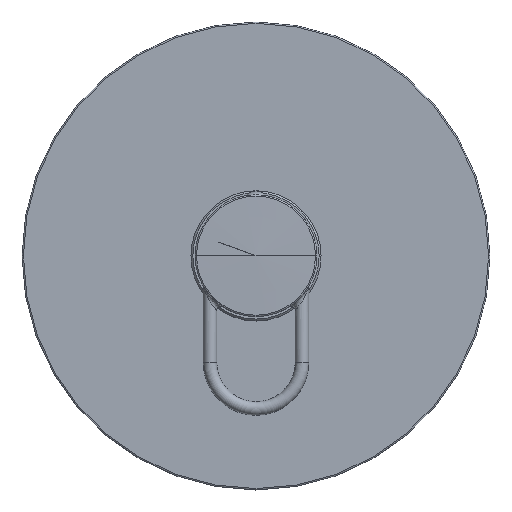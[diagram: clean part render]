
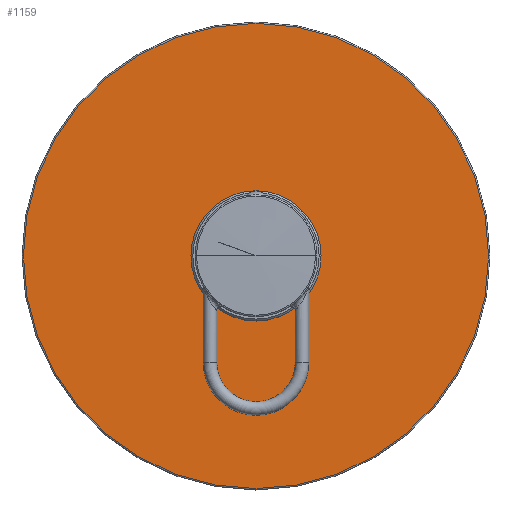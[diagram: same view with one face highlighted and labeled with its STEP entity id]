
A CAD part, top view. The second image highlights one B-rep face of the part: STEP entity #1159.
In plain terms, the highlighted planar face has unit normal (0, 0, 1).
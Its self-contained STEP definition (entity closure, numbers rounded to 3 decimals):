
#304=CARTESIAN_POINT('',(0.,0.,55.));
#305=DIRECTION('',(0.,0.,-1.));
#306=DIRECTION('',(-1.,0.,0.));
#307=AXIS2_PLACEMENT_3D('',#304,#305,#306);
#314=CARTESIAN_POINT('',(0.,0.,55.));
#315=DIRECTION('',(0.,0.,1.));
#316=DIRECTION('',(1.,0.,0.));
#317=AXIS2_PLACEMENT_3D('',#314,#315,#316);
#319=CARTESIAN_POINT('',(0.,0.,55.));
#320=DIRECTION('',(0.,0.,1.));
#321=DIRECTION('',(-1.,0.,0.));
#322=AXIS2_PLACEMENT_3D('',#319,#320,#321);
#362=CARTESIAN_POINT('',(0.,0.,55.));
#363=DIRECTION('',(0.,0.,-1.));
#364=DIRECTION('',(1.,0.,0.));
#365=AXIS2_PLACEMENT_3D('',#362,#363,#364);
#454=CARTESIAN_POINT('',(86.,0.,55.));
#455=CARTESIAN_POINT('',(-86.,0.,55.));
#456=VERTEX_POINT('',#454);
#457=VERTEX_POINT('',#455);
#466=CARTESIAN_POINT('',(-24.05,0.,55.));
#467=CARTESIAN_POINT('',(24.05,0.,55.));
#468=VERTEX_POINT('',#466);
#469=VERTEX_POINT('',#467);
#1143=CARTESIAN_POINT('',(0.,0.,55.));
#1144=DIRECTION('',(0.,0.,1.));
#1145=DIRECTION('',(-1.,0.,0.));
#1146=AXIS2_PLACEMENT_3D('',#1143,#1144,#1145);
#1147=PLANE('',#1146);
#1149=ORIENTED_EDGE('',*,*,#1148,.F.);
#1151=ORIENTED_EDGE('',*,*,#1150,.F.);
#1152=EDGE_LOOP('',(#1149,#1151));
#1153=FACE_OUTER_BOUND('',#1152,.F.);
#1154=ORIENTED_EDGE('',*,*,#1126,.F.);
#1156=ORIENTED_EDGE('',*,*,#1155,.F.);
#1157=EDGE_LOOP('',(#1154,#1156));
#1158=FACE_BOUND('',#1157,.F.);
#1159=ADVANCED_FACE('',(#1153,#1158),#1147,.T.);
#308=CIRCLE('',#307,24.05);
#318=CIRCLE('',#317,86.);
#323=CIRCLE('',#322,86.);
#366=CIRCLE('',#365,24.05);
#1126=EDGE_CURVE('',#468,#469,#308,.T.);
#1148=EDGE_CURVE('',#456,#457,#318,.T.);
#1150=EDGE_CURVE('',#457,#456,#323,.T.);
#1155=EDGE_CURVE('',#469,#468,#366,.T.);
